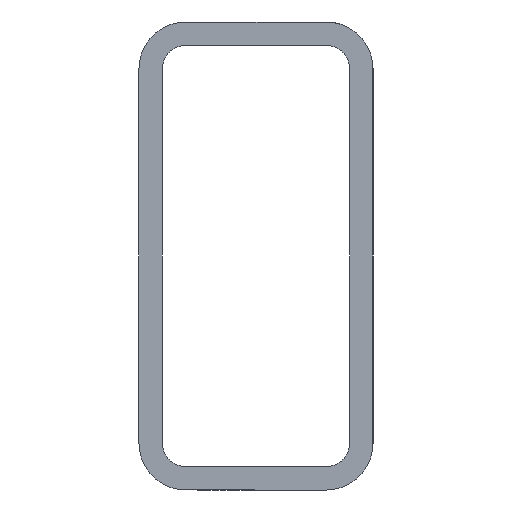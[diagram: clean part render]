
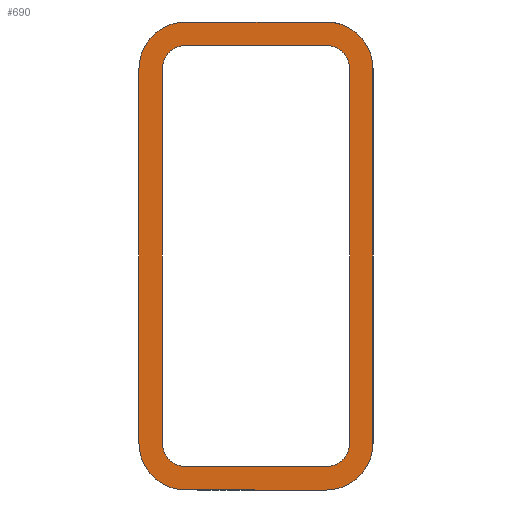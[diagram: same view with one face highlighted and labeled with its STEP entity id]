
A CAD part, left-side view. The second image highlights one B-rep face of the part: STEP entity #690.
In plain terms, the highlighted planar face has unit normal (-1, 0, 0).
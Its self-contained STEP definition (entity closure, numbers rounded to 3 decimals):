
#1 = EDGE_LOOP ( 'NONE', ( #931, #59, #352, #1019, #178, #478, #69, #363 ) ) ;
#5 = CARTESIAN_POINT ( 'NONE',  ( -542., 11., -57. ) ) ;
#30 = DIRECTION ( 'NONE',  ( 1., 0., 0. ) ) ;
#59 = ORIENTED_EDGE ( 'NONE', *, *, #446, .T. ) ;
#61 = LINE ( 'NONE', #1802, #1705 ) ;
#69 = ORIENTED_EDGE ( 'NONE', *, *, #810, .T. ) ;
#80 = VERTEX_POINT ( 'NONE', #1033 ) ;
#103 = CARTESIAN_POINT ( 'NONE',  ( -542., 29., -6. ) ) ;
#108 = DIRECTION ( 'NONE',  ( 1., 0., 0. ) ) ;
#109 = CIRCLE ( 'NONE', #1727, 6. ) ;
#110 = VERTEX_POINT ( 'NONE', #5 ) ;
#126 = DIRECTION ( 'NONE',  ( 0., -1., 0. ) ) ;
#143 = CIRCLE ( 'NONE', #648, 6. ) ;
#178 = ORIENTED_EDGE ( 'NONE', *, *, #1486, .T. ) ;
#179 = CIRCLE ( 'NONE', #395, 6. ) ;
#201 = DIRECTION ( 'NONE',  ( 0., 0., 1. ) ) ;
#209 = VERTEX_POINT ( 'NONE', #893 ) ;
#221 = EDGE_CURVE ( 'NONE', #804, #351, #109, .T. ) ;
#237 = AXIS2_PLACEMENT_3D ( 'NONE', #772, #912, #488 ) ;
#238 = DIRECTION ( 'NONE',  ( 0., 0., 1. ) ) ;
#258 = VERTEX_POINT ( 'NONE', #632 ) ;
#280 = ORIENTED_EDGE ( 'NONE', *, *, #1142, .F. ) ;
#300 = VECTOR ( 'NONE', #827, 1000. ) ;
#304 = VECTOR ( 'NONE', #126, 1000. ) ;
#319 = DIRECTION ( 'NONE',  ( 1., 0., 0. ) ) ;
#324 = EDGE_CURVE ( 'NONE', #1662, #110, #1703, .T. ) ;
#336 = EDGE_LOOP ( 'NONE', ( #1502, #1254, #1153, #986, #1224, #1831, #280, #1829 ) ) ;
#351 = VERTEX_POINT ( 'NONE', #1685 ) ;
#352 = ORIENTED_EDGE ( 'NONE', *, *, #816, .T. ) ;
#363 = ORIENTED_EDGE ( 'NONE', *, *, #1562, .T. ) ;
#385 = CARTESIAN_POINT ( 'NONE',  ( -542., 29., -3. ) ) ;
#395 = AXIS2_PLACEMENT_3D ( 'NONE', #768, #319, #1629 ) ;
#403 = LINE ( 'NONE', #823, #1000 ) ;
#415 = CIRCLE ( 'NONE', #483, 3. ) ;
#439 = CARTESIAN_POINT ( 'NONE',  ( -542., 29., 0. ) ) ;
#441 = VERTEX_POINT ( 'NONE', #840 ) ;
#446 = EDGE_CURVE ( 'NONE', #860, #784, #415, .T. ) ;
#462 = DIRECTION ( 'NONE',  ( 0., 0., -1. ) ) ;
#465 = DIRECTION ( 'NONE',  ( 1., 0., 0. ) ) ;
#478 = ORIENTED_EDGE ( 'NONE', *, *, #838, .T. ) ;
#483 = AXIS2_PLACEMENT_3D ( 'NONE', #550, #1546, #1144 ) ;
#488 = DIRECTION ( 'NONE',  ( 0., 0., -1. ) ) ;
#500 = CARTESIAN_POINT ( 'NONE',  ( -542., 35., -6. ) ) ;
#521 = CARTESIAN_POINT ( 'NONE',  ( -542., 11., -54. ) ) ;
#544 = CARTESIAN_POINT ( 'NONE',  ( -542., 5., -6. ) ) ;
#549 = AXIS2_PLACEMENT_3D ( 'NONE', #1419, #108, #238 ) ;
#550 = CARTESIAN_POINT ( 'NONE',  ( -542., 11., -6. ) ) ;
#557 = CARTESIAN_POINT ( 'NONE',  ( -542., 35., -54. ) ) ;
#624 = DIRECTION ( 'NONE',  ( 0., 0., 1. ) ) ;
#625 = EDGE_CURVE ( 'NONE', #1320, #804, #882, .T. ) ;
#632 = CARTESIAN_POINT ( 'NONE',  ( -542., 29., -60. ) ) ;
#638 = CARTESIAN_POINT ( 'NONE',  ( -542., 29., -54. ) ) ;
#648 = AXIS2_PLACEMENT_3D ( 'NONE', #896, #1190, #1340 ) ;
#651 = CARTESIAN_POINT ( 'NONE',  ( -542., 11., -3. ) ) ;
#686 = DIRECTION ( 'NONE',  ( 1., 0., 0. ) ) ;
#690 = ADVANCED_FACE ( 'NONE', ( #1052, #1793 ), #1356, .F. ) ;
#726 = VERTEX_POINT ( 'NONE', #1625 ) ;
#768 = CARTESIAN_POINT ( 'NONE',  ( -542., 29., -54. ) ) ;
#772 = CARTESIAN_POINT ( 'NONE',  ( -542., 11., -54. ) ) ;
#784 = VERTEX_POINT ( 'NONE', #1623 ) ;
#786 = DIRECTION ( 'NONE',  ( 0., 0., 1. ) ) ;
#794 = VECTOR ( 'NONE', #462, 1000. ) ;
#804 = VERTEX_POINT ( 'NONE', #1510 ) ;
#810 = EDGE_CURVE ( 'NONE', #80, #1775, #61, .T. ) ;
#816 = EDGE_CURVE ( 'NONE', #784, #1662, #1095, .T. ) ;
#823 = CARTESIAN_POINT ( 'NONE',  ( -542., 11., -60. ) ) ;
#827 = DIRECTION ( 'NONE',  ( 0., 1., 0. ) ) ;
#832 = DIRECTION ( 'NONE',  ( 0., 1., 0. ) ) ;
#838 = EDGE_CURVE ( 'NONE', #1013, #80, #1002, .T. ) ;
#840 = CARTESIAN_POINT ( 'NONE',  ( -542., 11., -60. ) ) ;
#848 = AXIS2_PLACEMENT_3D ( 'NONE', #638, #1484, #201 ) ;
#855 = VECTOR ( 'NONE', #1838, 1000. ) ;
#860 = VERTEX_POINT ( 'NONE', #651 ) ;
#882 = LINE ( 'NONE', #1893, #1070 ) ;
#893 = CARTESIAN_POINT ( 'NONE',  ( -542., 35., -6. ) ) ;
#896 = CARTESIAN_POINT ( 'NONE',  ( -542., 11., -54. ) ) ;
#912 = DIRECTION ( 'NONE',  ( 1., 0., 0. ) ) ;
#931 = ORIENTED_EDGE ( 'NONE', *, *, #1589, .T. ) ;
#971 = CARTESIAN_POINT ( 'NONE',  ( -542., 11., -57. ) ) ;
#985 = LINE ( 'NONE', #1567, #304 ) ;
#986 = ORIENTED_EDGE ( 'NONE', *, *, #625, .F. ) ;
#1000 = VECTOR ( 'NONE', #832, 1000. ) ;
#1002 = CIRCLE ( 'NONE', #848, 3. ) ;
#1013 = VERTEX_POINT ( 'NONE', #1028 ) ;
#1019 = ORIENTED_EDGE ( 'NONE', *, *, #324, .T. ) ;
#1028 = CARTESIAN_POINT ( 'NONE',  ( -542., 29., -57. ) ) ;
#1033 = CARTESIAN_POINT ( 'NONE',  ( -542., 32., -54. ) ) ;
#1052 = FACE_BOUND ( 'NONE', #1, .T. ) ;
#1067 = LINE ( 'NONE', #971, #300 ) ;
#1070 = VECTOR ( 'NONE', #1174, 1000. ) ;
#1082 = VECTOR ( 'NONE', #1379, 1000. ) ;
#1095 = LINE ( 'NONE', #1769, #794 ) ;
#1109 = DIRECTION ( 'NONE',  ( 0., 0., -1. ) ) ;
#1142 = EDGE_CURVE ( 'NONE', #258, #1665, #179, .T. ) ;
#1144 = DIRECTION ( 'NONE',  ( 0., 0., 1. ) ) ;
#1151 = EDGE_CURVE ( 'NONE', #726, #441, #143, .T. ) ;
#1153 = ORIENTED_EDGE ( 'NONE', *, *, #221, .F. ) ;
#1174 = DIRECTION ( 'NONE',  ( 0., -1., 0. ) ) ;
#1182 = AXIS2_PLACEMENT_3D ( 'NONE', #521, #30, #1109 ) ;
#1190 = DIRECTION ( 'NONE',  ( 1., 0., 0. ) ) ;
#1194 = CIRCLE ( 'NONE', #1684, 3. ) ;
#1224 = ORIENTED_EDGE ( 'NONE', *, *, #1523, .F. ) ;
#1254 = ORIENTED_EDGE ( 'NONE', *, *, #1570, .F. ) ;
#1263 = LINE ( 'NONE', #544, #855 ) ;
#1320 = VERTEX_POINT ( 'NONE', #439 ) ;
#1340 = DIRECTION ( 'NONE',  ( 0., 0., -1. ) ) ;
#1356 = PLANE ( 'NONE',  #237 ) ;
#1379 = DIRECTION ( 'NONE',  ( 0., 0., 1. ) ) ;
#1384 = CIRCLE ( 'NONE', #549, 6. ) ;
#1419 = CARTESIAN_POINT ( 'NONE',  ( -542., 29., -6. ) ) ;
#1484 = DIRECTION ( 'NONE',  ( 1., 0., 0. ) ) ;
#1486 = EDGE_CURVE ( 'NONE', #110, #1013, #1067, .T. ) ;
#1502 = ORIENTED_EDGE ( 'NONE', *, *, #1151, .F. ) ;
#1510 = CARTESIAN_POINT ( 'NONE',  ( -542., 11., 0. ) ) ;
#1523 = EDGE_CURVE ( 'NONE', #209, #1320, #1384, .T. ) ;
#1534 = LINE ( 'NONE', #500, #1082 ) ;
#1546 = DIRECTION ( 'NONE',  ( 1., 0., 0. ) ) ;
#1562 = EDGE_CURVE ( 'NONE', #1775, #1852, #1194, .T. ) ;
#1567 = CARTESIAN_POINT ( 'NONE',  ( -542., 11., -3. ) ) ;
#1570 = EDGE_CURVE ( 'NONE', #351, #726, #1263, .T. ) ;
#1589 = EDGE_CURVE ( 'NONE', #1852, #860, #985, .T. ) ;
#1623 = CARTESIAN_POINT ( 'NONE',  ( -542., 8., -6. ) ) ;
#1625 = CARTESIAN_POINT ( 'NONE',  ( -542., 5., -54. ) ) ;
#1629 = DIRECTION ( 'NONE',  ( 0., 0., 1. ) ) ;
#1662 = VERTEX_POINT ( 'NONE', #1864 ) ;
#1665 = VERTEX_POINT ( 'NONE', #557 ) ;
#1671 = CARTESIAN_POINT ( 'NONE',  ( -542., 32., -6. ) ) ;
#1684 = AXIS2_PLACEMENT_3D ( 'NONE', #103, #686, #1850 ) ;
#1685 = CARTESIAN_POINT ( 'NONE',  ( -542., 5., -6. ) ) ;
#1692 = EDGE_CURVE ( 'NONE', #1665, #209, #1534, .T. ) ;
#1703 = CIRCLE ( 'NONE', #1182, 3. ) ;
#1705 = VECTOR ( 'NONE', #624, 1000. ) ;
#1727 = AXIS2_PLACEMENT_3D ( 'NONE', #1796, #465, #786 ) ;
#1769 = CARTESIAN_POINT ( 'NONE',  ( -542., 8., -6. ) ) ;
#1775 = VERTEX_POINT ( 'NONE', #1671 ) ;
#1793 = FACE_OUTER_BOUND ( 'NONE', #336, .T. ) ;
#1796 = CARTESIAN_POINT ( 'NONE',  ( -542., 11., -6. ) ) ;
#1802 = CARTESIAN_POINT ( 'NONE',  ( -542., 32., -6. ) ) ;
#1829 = ORIENTED_EDGE ( 'NONE', *, *, #1848, .F. ) ;
#1831 = ORIENTED_EDGE ( 'NONE', *, *, #1692, .F. ) ;
#1838 = DIRECTION ( 'NONE',  ( 0., 0., -1. ) ) ;
#1848 = EDGE_CURVE ( 'NONE', #441, #258, #403, .T. ) ;
#1850 = DIRECTION ( 'NONE',  ( 0., 0., 1. ) ) ;
#1852 = VERTEX_POINT ( 'NONE', #385 ) ;
#1864 = CARTESIAN_POINT ( 'NONE',  ( -542., 8., -54. ) ) ;
#1893 = CARTESIAN_POINT ( 'NONE',  ( -542., 11., 0. ) ) ;
